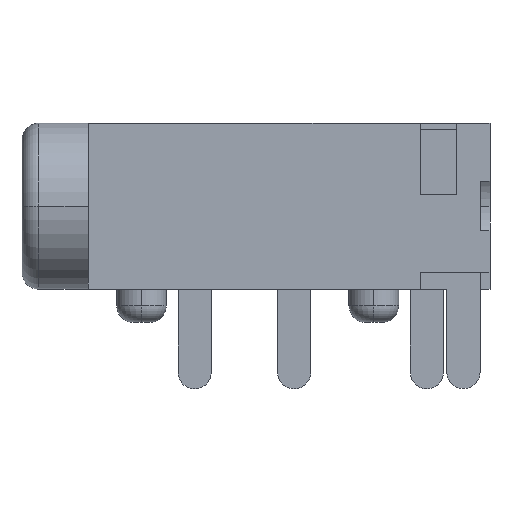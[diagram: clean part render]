
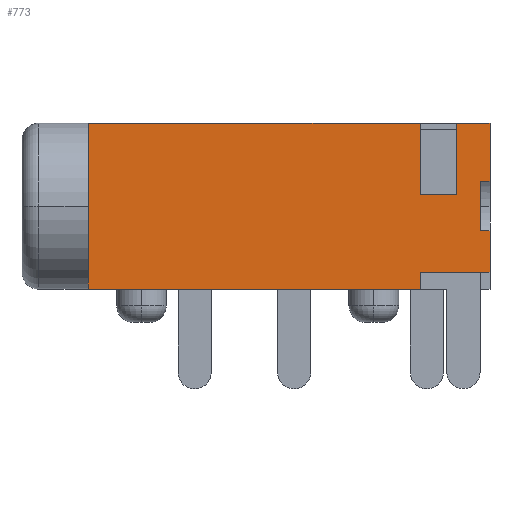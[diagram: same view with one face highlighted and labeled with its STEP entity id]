
A CAD part, top view. The second image highlights one B-rep face of the part: STEP entity #773.
In plain terms, the highlighted planar face has unit normal (0, 0, 1).
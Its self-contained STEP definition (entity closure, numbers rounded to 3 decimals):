
#27 = LINE ( 'NONE', #3163, #1776 ) ;
#47 = ORIENTED_EDGE ( 'NONE', *, *, #1692, .F. ) ;
#51 = CARTESIAN_POINT ( 'NONE',  ( 12.1, 3.25, 3.05 ) ) ;
#52 = DIRECTION ( 'NONE',  ( -1., 0., 0. ) ) ;
#63 = CARTESIAN_POINT ( 'NONE',  ( 12.1, 5., 3.05 ) ) ;
#135 = VECTOR ( 'NONE', #591, 1000. ) ;
#149 = VECTOR ( 'NONE', #3498, 1000. ) ;
#187 = LINE ( 'NONE', #1949, #149 ) ;
#192 = EDGE_CURVE ( 'NONE', #2942, #2856, #1152, .T. ) ;
#206 = LINE ( 'NONE', #2212, #948 ) ;
#212 = VECTOR ( 'NONE', #2205, 1000. ) ;
#251 = CARTESIAN_POINT ( 'NONE',  ( 0., 0., 3.05 ) ) ;
#347 = ORIENTED_EDGE ( 'NONE', *, *, #3739, .F. ) ;
#349 = CARTESIAN_POINT ( 'NONE',  ( 10., 2.854, 3.05 ) ) ;
#389 = VERTEX_POINT ( 'NONE', #1732 ) ;
#406 = LINE ( 'NONE', #1409, #1726 ) ;
#463 = VERTEX_POINT ( 'NONE', #772 ) ;
#536 = CARTESIAN_POINT ( 'NONE',  ( 12.1, 0.5, 3.05 ) ) ;
#545 = EDGE_CURVE ( 'NONE', #463, #3977, #4058, .T. ) ;
#563 = LINE ( 'NONE', #2357, #2971 ) ;
#590 = VECTOR ( 'NONE', #2230, 1000. ) ;
#591 = DIRECTION ( 'NONE',  ( 0., 1., 0. ) ) ;
#641 = EDGE_CURVE ( 'NONE', #1707, #3685, #3366, .T. ) ;
#703 = PLANE ( 'NONE',  #3029 ) ;
#772 = CARTESIAN_POINT ( 'NONE',  ( 12.1, 1.75, 3.05 ) ) ;
#773 = ADVANCED_FACE ( 'NONE', ( #2428 ), #703, .F. ) ;
#804 = ORIENTED_EDGE ( 'NONE', *, *, #545, .F. ) ;
#880 = DIRECTION ( 'NONE',  ( 1., 0., 0. ) ) ;
#914 = VERTEX_POINT ( 'NONE', #1497 ) ;
#921 = CARTESIAN_POINT ( 'NONE',  ( 12.1, 5., 3.05 ) ) ;
#948 = VECTOR ( 'NONE', #1543, 1000. ) ;
#1034 = EDGE_CURVE ( 'NONE', #3977, #914, #27, .T. ) ;
#1044 = DIRECTION ( 'NONE',  ( -1., 0., 0. ) ) ;
#1057 = VECTOR ( 'NONE', #2564, 1000. ) ;
#1061 = CARTESIAN_POINT ( 'NONE',  ( 10., 5., 3.05 ) ) ;
#1077 = VECTOR ( 'NONE', #880, 1000. ) ;
#1137 = ORIENTED_EDGE ( 'NONE', *, *, #1484, .T. ) ;
#1152 = LINE ( 'NONE', #349, #1057 ) ;
#1166 = EDGE_CURVE ( 'NONE', #2537, #1785, #563, .T. ) ;
#1218 = LINE ( 'NONE', #63, #590 ) ;
#1248 = ORIENTED_EDGE ( 'NONE', *, *, #3926, .F. ) ;
#1316 = VECTOR ( 'NONE', #1440, 1000. ) ;
#1409 = CARTESIAN_POINT ( 'NONE',  ( 12.1, 5., 3.05 ) ) ;
#1440 = DIRECTION ( 'NONE',  ( 0., -1., 0. ) ) ;
#1467 = CARTESIAN_POINT ( 'NONE',  ( 11.1, 5., 3.05 ) ) ;
#1484 = EDGE_CURVE ( 'NONE', #1738, #2537, #206, .T. ) ;
#1497 = CARTESIAN_POINT ( 'NONE',  ( 10., 0.5, 3.05 ) ) ;
#1543 = DIRECTION ( 'NONE',  ( 0., -1., 0. ) ) ;
#1581 = ORIENTED_EDGE ( 'NONE', *, *, #3686, .F. ) ;
#1691 = CARTESIAN_POINT ( 'NONE',  ( 0., 5., 3.05 ) ) ;
#1692 = EDGE_CURVE ( 'NONE', #1738, #2186, #406, .T. ) ;
#1707 = VERTEX_POINT ( 'NONE', #2043 ) ;
#1709 = EDGE_LOOP ( 'NONE', ( #804, #2086, #347, #2138, #3974, #3941, #1248, #3582, #1581, #47, #1137, #3971, #2482, #2928 ) ) ;
#1726 = VECTOR ( 'NONE', #3633, 1000. ) ;
#1731 = DIRECTION ( 'NONE',  ( 1., 0., 0. ) ) ;
#1732 = CARTESIAN_POINT ( 'NONE',  ( 11.8, 1.75, 3.05 ) ) ;
#1738 = VERTEX_POINT ( 'NONE', #1691 ) ;
#1776 = VECTOR ( 'NONE', #1044, 1000. ) ;
#1785 = VERTEX_POINT ( 'NONE', #3646 ) ;
#1911 = DIRECTION ( 'NONE',  ( 0., 0., -1. ) ) ;
#1949 = CARTESIAN_POINT ( 'NONE',  ( 10., 0., 3.05 ) ) ;
#1952 = CARTESIAN_POINT ( 'NONE',  ( 12.1, 5., 3.05 ) ) ;
#2006 = LINE ( 'NONE', #3948, #2816 ) ;
#2043 = CARTESIAN_POINT ( 'NONE',  ( 12.1, 5., 3.05 ) ) ;
#2086 = ORIENTED_EDGE ( 'NONE', *, *, #2966, .F. ) ;
#2138 = ORIENTED_EDGE ( 'NONE', *, *, #2431, .F. ) ;
#2186 = VERTEX_POINT ( 'NONE', #1061 ) ;
#2205 = DIRECTION ( 'NONE',  ( 0., -1., 0. ) ) ;
#2212 = CARTESIAN_POINT ( 'NONE',  ( 0., 5., 3.05 ) ) ;
#2230 = DIRECTION ( 'NONE',  ( 1., 0., 0. ) ) ;
#2233 = CARTESIAN_POINT ( 'NONE',  ( 10., 5., 3.05 ) ) ;
#2283 = VERTEX_POINT ( 'NONE', #2615 ) ;
#2357 = CARTESIAN_POINT ( 'NONE',  ( 12.1, 0., 3.05 ) ) ;
#2413 = CARTESIAN_POINT ( 'NONE',  ( 12.1, 5., 3.05 ) ) ;
#2428 = FACE_OUTER_BOUND ( 'NONE', #1709, .T. ) ;
#2431 = EDGE_CURVE ( 'NONE', #3685, #2283, #2006, .T. ) ;
#2482 = ORIENTED_EDGE ( 'NONE', *, *, #3162, .F. ) ;
#2537 = VERTEX_POINT ( 'NONE', #251 ) ;
#2564 = DIRECTION ( 'NONE',  ( 1., 0., 0. ) ) ;
#2570 = DIRECTION ( 'NONE',  ( 0., -1., 0. ) ) ;
#2615 = CARTESIAN_POINT ( 'NONE',  ( 11.8, 3.25, 3.05 ) ) ;
#2645 = DIRECTION ( 'NONE',  ( -1., 0., 0. ) ) ;
#2721 = CARTESIAN_POINT ( 'NONE',  ( 11.8, 1.75, 3.05 ) ) ;
#2778 = VECTOR ( 'NONE', #4025, 1000. ) ;
#2791 = LINE ( 'NONE', #1467, #135 ) ;
#2816 = VECTOR ( 'NONE', #2645, 1000. ) ;
#2856 = VERTEX_POINT ( 'NONE', #3311 ) ;
#2928 = ORIENTED_EDGE ( 'NONE', *, *, #1034, .F. ) ;
#2942 = VERTEX_POINT ( 'NONE', #3042 ) ;
#2966 = EDGE_CURVE ( 'NONE', #389, #463, #3599, .T. ) ;
#2971 = VECTOR ( 'NONE', #1731, 1000. ) ;
#3029 = AXIS2_PLACEMENT_3D ( 'NONE', #1952, #1911, #52 ) ;
#3042 = CARTESIAN_POINT ( 'NONE',  ( 10., 2.854, 3.05 ) ) ;
#3046 = VERTEX_POINT ( 'NONE', #3792 ) ;
#3148 = EDGE_CURVE ( 'NONE', #3046, #1707, #1218, .T. ) ;
#3162 = EDGE_CURVE ( 'NONE', #914, #1785, #187, .T. ) ;
#3163 = CARTESIAN_POINT ( 'NONE',  ( 10., 0.5, 3.05 ) ) ;
#3291 = VECTOR ( 'NONE', #2570, 1000. ) ;
#3311 = CARTESIAN_POINT ( 'NONE',  ( 11.1, 2.854, 3.05 ) ) ;
#3366 = LINE ( 'NONE', #921, #212 ) ;
#3498 = DIRECTION ( 'NONE',  ( 0., -1., 0. ) ) ;
#3582 = ORIENTED_EDGE ( 'NONE', *, *, #192, .F. ) ;
#3599 = LINE ( 'NONE', #3722, #1077 ) ;
#3633 = DIRECTION ( 'NONE',  ( 1., 0., 0. ) ) ;
#3646 = CARTESIAN_POINT ( 'NONE',  ( 10., 0., 3.05 ) ) ;
#3685 = VERTEX_POINT ( 'NONE', #51 ) ;
#3686 = EDGE_CURVE ( 'NONE', #2186, #2942, #3939, .T. ) ;
#3722 = CARTESIAN_POINT ( 'NONE',  ( 12.1, 1.75, 3.05 ) ) ;
#3739 = EDGE_CURVE ( 'NONE', #2283, #389, #3841, .T. ) ;
#3792 = CARTESIAN_POINT ( 'NONE',  ( 11.1, 5., 3.05 ) ) ;
#3841 = LINE ( 'NONE', #2721, #1316 ) ;
#3926 = EDGE_CURVE ( 'NONE', #2856, #3046, #2791, .T. ) ;
#3939 = LINE ( 'NONE', #2233, #3291 ) ;
#3941 = ORIENTED_EDGE ( 'NONE', *, *, #3148, .F. ) ;
#3948 = CARTESIAN_POINT ( 'NONE',  ( 12.1, 3.25, 3.05 ) ) ;
#3971 = ORIENTED_EDGE ( 'NONE', *, *, #1166, .T. ) ;
#3974 = ORIENTED_EDGE ( 'NONE', *, *, #641, .F. ) ;
#3977 = VERTEX_POINT ( 'NONE', #536 ) ;
#4025 = DIRECTION ( 'NONE',  ( 0., -1., 0. ) ) ;
#4058 = LINE ( 'NONE', #2413, #2778 ) ;
